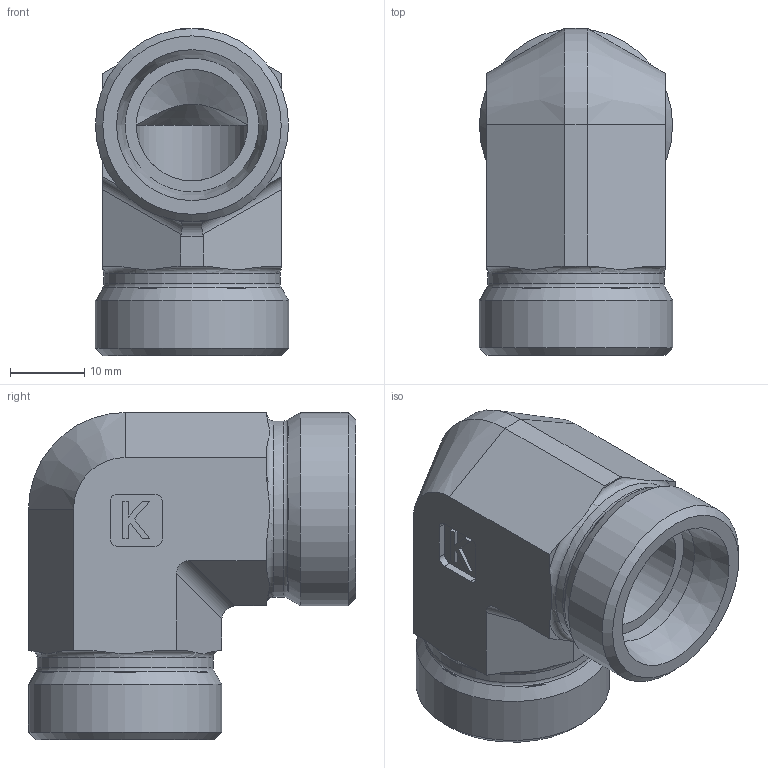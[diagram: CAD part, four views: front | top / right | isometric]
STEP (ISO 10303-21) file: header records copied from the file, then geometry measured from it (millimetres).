
FILE_DESCRIPTION((''),'2;1');
FILE_NAME('351182626.stp','2014-08-13T11:28:47',(''),('KNOMI spol. s r. o.'),'Autodesk Inventor 2012','Autodesk Inventor 2012','');
FILE_SCHEMA(('AUTOMOTIVE_DESIGN { 1 2 10303 214 0 1 1 1 }'));
Length unit declared in the file: millimetre
Products named in the file (1): LS2 18L M26/M26
Bounding box: 26 x 44 x 44 mm (x, y, z)
Volume: 18188.9 mm3; surface area: 8536.6 mm2
Topology: 1 solids, 1 shells, 102 faces, 243 edges, 157 vertices
Faces by surface type: plane 72, cylinder 16, cone 10, torus 4
Full cylindrical faces by diameter (mm): 15 x2, 18 x2, 23.7 x2, 26 x2
Entity records: 2852 total; most frequent: CARTESIAN_POINT 610, DIRECTION 460, ORIENTED_EDGE 424, EDGE_CURVE 212, AXIS2_PLACEMENT_3D 170, VERTEX_POINT 146, EDGE_LOOP 138, VECTOR 120
